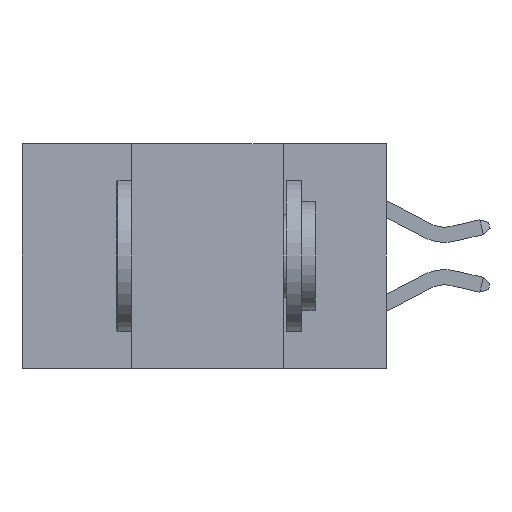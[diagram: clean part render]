
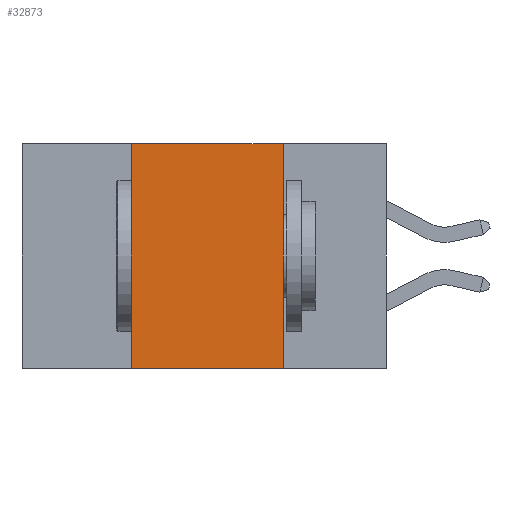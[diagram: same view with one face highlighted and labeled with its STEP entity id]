
A CAD part, left-side view. The second image highlights one B-rep face of the part: STEP entity #32873.
In plain terms, the highlighted planar face has unit normal (-1, 0, 0).
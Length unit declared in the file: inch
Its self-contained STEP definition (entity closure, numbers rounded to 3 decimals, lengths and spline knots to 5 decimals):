
#59 = CARTESIAN_POINT ( 'NONE',  ( 0., 0.6, -0.37 ) ) ;
#403 = VERTEX_POINT ( 'NONE', #10993 ) ;
#1479 = VECTOR ( 'NONE', #1938, 39.37008 ) ;
#1685 = EDGE_LOOP ( 'NONE', ( #14607, #23356, #10474, #1717 ) ) ;
#1717 = ORIENTED_EDGE ( 'NONE', *, *, #19348, .T. ) ;
#1938 = DIRECTION ( 'NONE',  ( 0., -1., 0. ) ) ;
#3804 = LINE ( 'NONE', #24376, #9992 ) ;
#6274 = CARTESIAN_POINT ( 'NONE',  ( 0., 0.42, -0.37 ) ) ;
#8436 = LINE ( 'NONE', #27901, #1479 ) ;
#8688 = CARTESIAN_POINT ( 'NONE',  ( 0., 0.6, 0. ) ) ;
#9992 = VECTOR ( 'NONE', #26993, 39.37008 ) ;
#10474 = ORIENTED_EDGE ( 'NONE', *, *, #17624, .F. ) ;
#10977 = CARTESIAN_POINT ( 'NONE',  ( 0., 0.17, -0.37 ) ) ;
#10993 = CARTESIAN_POINT ( 'NONE',  ( 0., 0.42, 0. ) ) ;
#11310 = DIRECTION ( 'NONE',  ( 1., 0., 0. ) ) ;
#12067 = AXIS2_PLACEMENT_3D ( 'NONE', #8688, #11310, #29440 ) ;
#13988 = CARTESIAN_POINT ( 'NONE',  ( 0., 0.42, 0. ) ) ;
#14607 = ORIENTED_EDGE ( 'NONE', *, *, #15891, .F. ) ;
#15773 = VERTEX_POINT ( 'NONE', #10977 ) ;
#15891 = EDGE_CURVE ( 'NONE', #29118, #15773, #3804, .T. ) ;
#17624 = EDGE_CURVE ( 'NONE', #23193, #403, #25779, .T. ) ;
#17939 = FACE_OUTER_BOUND ( 'NONE', #1685, .T. ) ;
#18050 = VECTOR ( 'NONE', #29494, 39.37008 ) ;
#19348 = EDGE_CURVE ( 'NONE', #23193, #15773, #33236, .T. ) ;
#20367 = VECTOR ( 'NONE', #26152, 39.37008 ) ;
#20595 = CARTESIAN_POINT ( 'NONE',  ( 0., 0.17, 0. ) ) ;
#23193 = VERTEX_POINT ( 'NONE', #6274 ) ;
#23356 = ORIENTED_EDGE ( 'NONE', *, *, #24769, .F. ) ;
#24256 = PLANE ( 'NONE',  #12067 ) ;
#24376 = CARTESIAN_POINT ( 'NONE',  ( 0., 0.17, 0. ) ) ;
#24769 = EDGE_CURVE ( 'NONE', #403, #29118, #8436, .T. ) ;
#25779 = LINE ( 'NONE', #13988, #18050 ) ;
#26152 = DIRECTION ( 'NONE',  ( 0., -1., 0. ) ) ;
#26993 = DIRECTION ( 'NONE',  ( 0., 0., -1. ) ) ;
#27901 = CARTESIAN_POINT ( 'NONE',  ( 0., 0.6, 0. ) ) ;
#29118 = VERTEX_POINT ( 'NONE', #20595 ) ;
#29440 = DIRECTION ( 'NONE',  ( 0., 0., -1. ) ) ;
#29494 = DIRECTION ( 'NONE',  ( 0., 0., 1. ) ) ;
#32873 = ADVANCED_FACE ( 'NONE', ( #17939 ), #24256, .F. ) ;
#33236 = LINE ( 'NONE', #59, #20367 ) ;
